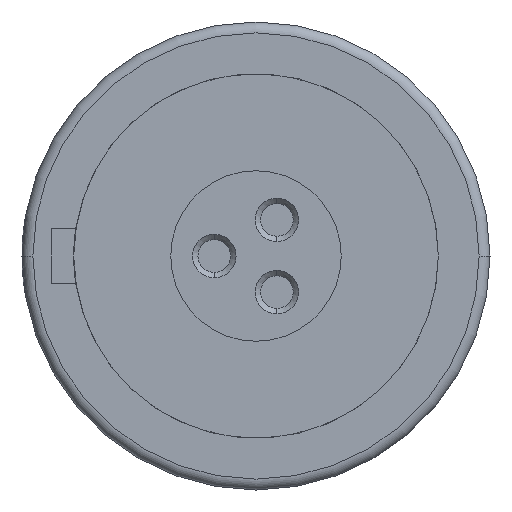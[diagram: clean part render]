
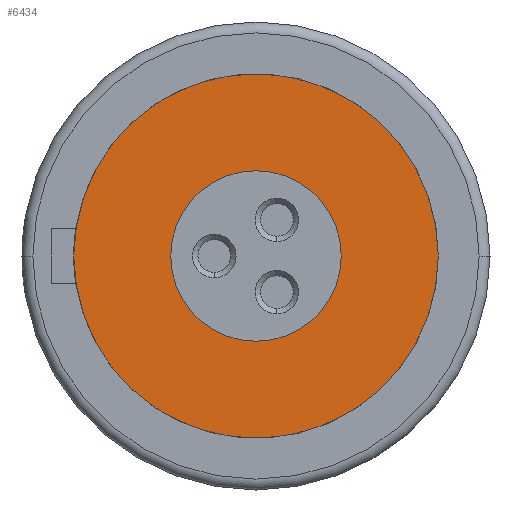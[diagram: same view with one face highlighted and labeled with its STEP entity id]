
A CAD part, left-side view. The second image highlights one B-rep face of the part: STEP entity #6434.
In plain terms, the highlighted planar face has unit normal (-1, 0, 0).
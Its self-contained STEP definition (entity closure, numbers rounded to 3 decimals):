
#3368=CARTESIAN_POINT('',(-1.1,0.,0.));
#3369=DIRECTION('',(-1.,0.,0.));
#3370=DIRECTION('',(0.,1.,0.));
#3371=AXIS2_PLACEMENT_3D('',#3368,#3369,#3370);
#3373=CARTESIAN_POINT('',(-1.1,0.,0.));
#3374=DIRECTION('',(1.,0.,0.));
#3375=DIRECTION('',(0.,1.,0.));
#3376=AXIS2_PLACEMENT_3D('',#3373,#3374,#3375);
#3378=CARTESIAN_POINT('',(-1.1,0.,0.));
#3379=DIRECTION('',(-1.,0.,0.));
#3380=DIRECTION('',(0.,0.,1.));
#3381=AXIS2_PLACEMENT_3D('',#3378,#3379,#3380);
#3383=CARTESIAN_POINT('',(-1.1,0.,0.));
#3384=DIRECTION('',(-1.,0.,0.));
#3385=DIRECTION('',(0.,0.,-1.));
#3386=AXIS2_PLACEMENT_3D('',#3383,#3384,#3385);
#3552=CARTESIAN_POINT('',(-1.1,0.,-2.35));
#3553=VERTEX_POINT('',#3552);
#3554=CARTESIAN_POINT('',(-1.1,0.,2.35));
#3555=VERTEX_POINT('',#3554);
#3718=CARTESIAN_POINT('',(-1.1,-5.025,0.));
#3720=VERTEX_POINT('',#3718);
#3725=CARTESIAN_POINT('',(-1.1,5.025,0.));
#3726=VERTEX_POINT('',#3725);
#6419=CARTESIAN_POINT('',(-1.1,0.,0.));
#6420=DIRECTION('',(1.,0.,0.));
#6421=DIRECTION('',(0.,-1.,0.));
#6422=AXIS2_PLACEMENT_3D('',#6419,#6420,#6421);
#6423=PLANE('',#6422);
#6424=ORIENTED_EDGE('',*,*,#6410,.F.);
#6425=ORIENTED_EDGE('',*,*,#6396,.T.);
#6426=EDGE_LOOP('',(#6424,#6425));
#6427=FACE_OUTER_BOUND('',#6426,.F.);
#6429=ORIENTED_EDGE('',*,*,#6428,.T.);
#6431=ORIENTED_EDGE('',*,*,#6430,.T.);
#6432=EDGE_LOOP('',(#6429,#6431));
#6433=FACE_BOUND('',#6432,.F.);
#6434=ADVANCED_FACE('',(#6427,#6433),#6423,.F.);
#3372=CIRCLE('',#3371,5.025);
#3377=CIRCLE('',#3376,5.025);
#3382=CIRCLE('',#3381,2.35);
#3387=CIRCLE('',#3386,2.35);
#6396=EDGE_CURVE('',#3726,#3720,#3377,.T.);
#6410=EDGE_CURVE('',#3726,#3720,#3372,.T.);
#6428=EDGE_CURVE('',#3555,#3553,#3382,.T.);
#6430=EDGE_CURVE('',#3553,#3555,#3387,.T.);
